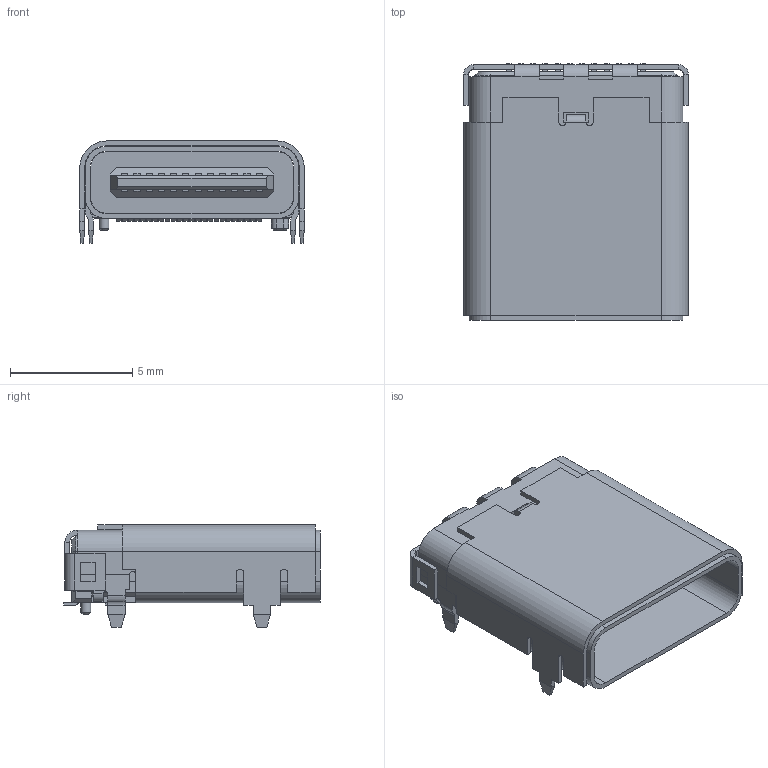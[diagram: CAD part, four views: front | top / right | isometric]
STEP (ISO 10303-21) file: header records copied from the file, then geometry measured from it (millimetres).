
FILE_DESCRIPTION(('FreeCAD Model'),'2;1');
FILE_NAME('Open CASCADE Shape Model','2024-05-21T23:06:43',( 'kicad StepUp'),('ksu MCAD'),'Open CASCADE STEP processor 7.7', 'FreeCAD','Unknown');
FILE_SCHEMA(('AUTOMOTIVE_DESIGN { 1 0 10303 214 1 1 1 1 }'));
Length unit declared in the file: millimetre
Products named in the file (1): USB_C_Receptacle_Amphenol_12401610E4-2A
Bounding box: 9.2 x 10.5 x 4.18 mm (x, y, z)
Volume: 181.9 mm3; surface area: 969.2 mm2
Topology: 39 solids, 39 shells, 555 faces, 1332 edges, 853 vertices
Faces by surface type: plane 451, cylinder 81, bspline 18, cone 5
Full cylindrical faces by diameter (mm): 0.4 x1
Entity records: 19977 total; most frequent: CARTESIAN_POINT 2817, ORIENTED_EDGE 2664, DIRECTION 2559, EDGE_CURVE 1332, LINE 1137, VECTOR 1137, VERTEX_POINT 853, AXIS2_PLACEMENT_3D 711
